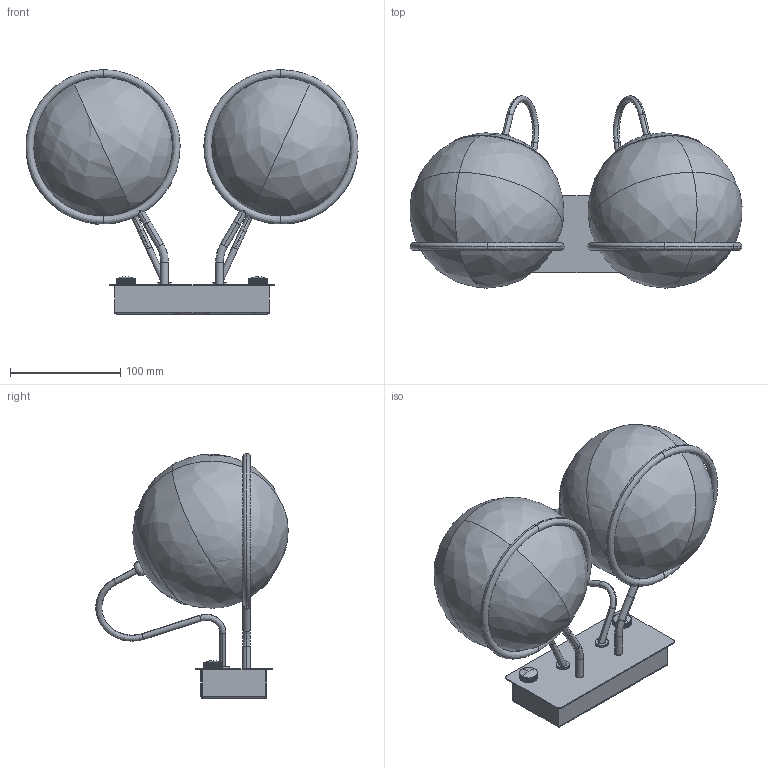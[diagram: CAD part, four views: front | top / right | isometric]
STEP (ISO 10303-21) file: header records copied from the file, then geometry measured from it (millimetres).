
FILE_DESCRIPTION(/* description */ (''),/* implementation_level */ '2;1');
FILE_NAME(/* name */ 'Model 237:2',/* time_stamp */ '2019-02-27T16:09:22+01:00',/* author */ (''),/* organization */ (''),/* preprocessor_version */ 'ST-DEVELOPER v15',/* originating_system */ '',/* authorisation */ '');
FILE_SCHEMA (('AUTOMOTIVE_DESIGN'));
Length unit declared in the file: millimetre
Products named in the file (1): Document
Bounding box: 301.32 x 174.62 x 221.98 mm (x, y, z)
Volume: 336101.6 mm3; surface area: 339507.1 mm2
Topology: 15 solids, 16 shells, 661 faces, 1813 edges, 1156 vertices
Faces by surface type: plane 368, bspline 293
Entity records: 26678 total; most frequent: CARTESIAN_POINT 15635, ORIENTED_EDGE 3566, EDGE_CURVE 1787, B_SPLINE_CURVE_WITH_KNOTS 1163, VERTEX_POINT 1156, EDGE_LOOP 697, ADVANCED_FACE 661, FACE_OUTER_BOUND 661
